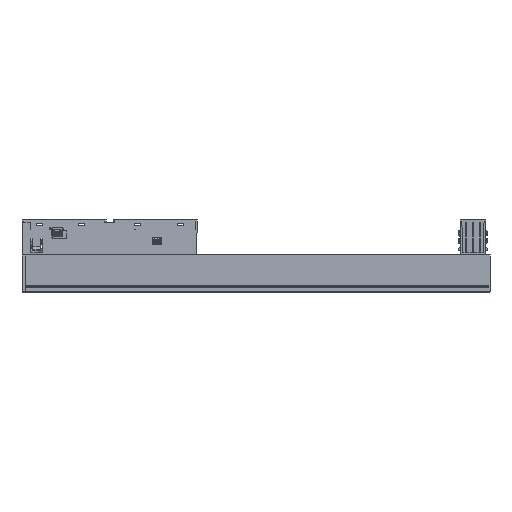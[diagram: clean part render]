
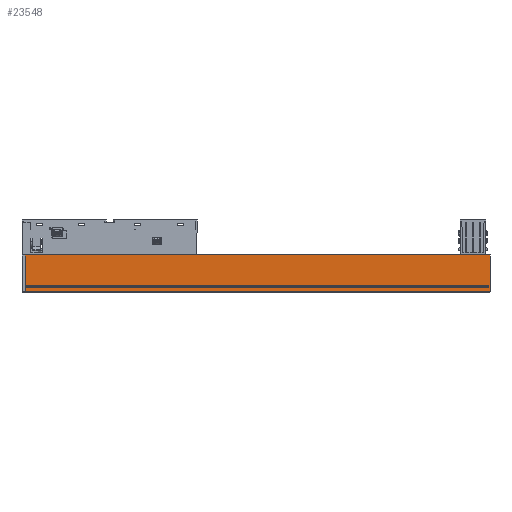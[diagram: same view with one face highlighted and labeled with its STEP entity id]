
A CAD part, left-side view. The second image highlights one B-rep face of the part: STEP entity #23548.
In plain terms, the highlighted planar face has unit normal (-1, 0, 0).
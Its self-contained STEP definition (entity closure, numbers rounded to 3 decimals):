
#8532 = CARTESIAN_POINT ( 'NONE',  ( -11., 150., -23.7 ) ) ;
#13386 = VECTOR ( 'NONE', #35289, 1000. ) ;
#16530 = EDGE_CURVE ( 'NONE', #92794, #46070, #84584, .T. ) ;
#18350 = AXIS2_PLACEMENT_3D ( 'NONE', #21492, #28721, #22123 ) ;
#21492 = CARTESIAN_POINT ( 'NONE',  ( -11., 150., 0. ) ) ;
#22123 = DIRECTION ( 'NONE',  ( 0., 0., -1. ) ) ;
#22447 = CARTESIAN_POINT ( 'NONE',  ( -11., -150., -0.1 ) ) ;
#23548 = ADVANCED_FACE ( 'NONE', ( #31692 ), #57349, .F. ) ;
#28721 = DIRECTION ( 'NONE',  ( 1., 0., 0. ) ) ;
#31317 = EDGE_CURVE ( 'NONE', #92794, #53918, #58675, .T. ) ;
#31692 = FACE_OUTER_BOUND ( 'NONE', #70930, .T. ) ;
#31748 = VECTOR ( 'NONE', #57597, 1000. ) ;
#33245 = CARTESIAN_POINT ( 'NONE',  ( -11., 150., -0.1 ) ) ;
#34045 = CARTESIAN_POINT ( 'NONE',  ( -11., -150., -23.7 ) ) ;
#34947 = CARTESIAN_POINT ( 'NONE',  ( -11., 150., 0. ) ) ;
#35289 = DIRECTION ( 'NONE',  ( 0., 0., 1. ) ) ;
#39325 = EDGE_CURVE ( 'NONE', #46070, #49172, #93215, .T. ) ;
#39551 = DIRECTION ( 'NONE',  ( 0., 1., 0. ) ) ;
#44088 = LINE ( 'NONE', #33245, #54173 ) ;
#46070 = VERTEX_POINT ( 'NONE', #34045 ) ;
#49172 = VERTEX_POINT ( 'NONE', #22447 ) ;
#53918 = VERTEX_POINT ( 'NONE', #79713 ) ;
#54173 = VECTOR ( 'NONE', #39551, 1000. ) ;
#57349 = PLANE ( 'NONE',  #18350 ) ;
#57597 = DIRECTION ( 'NONE',  ( 0., -1., 0. ) ) ;
#58675 = LINE ( 'NONE', #34947, #86833 ) ;
#59655 = EDGE_CURVE ( 'NONE', #49172, #53918, #44088, .T. ) ;
#63287 = ORIENTED_EDGE ( 'NONE', *, *, #39325, .T. ) ;
#63551 = ORIENTED_EDGE ( 'NONE', *, *, #59655, .T. ) ;
#63827 = ORIENTED_EDGE ( 'NONE', *, *, #31317, .F. ) ;
#64181 = ORIENTED_EDGE ( 'NONE', *, *, #16530, .T. ) ;
#70930 = EDGE_LOOP ( 'NONE', ( #63287, #63551, #63827, #64181 ) ) ;
#71692 = CARTESIAN_POINT ( 'NONE',  ( -11., -150., 0. ) ) ;
#79187 = DIRECTION ( 'NONE',  ( 0., 0., 1. ) ) ;
#79713 = CARTESIAN_POINT ( 'NONE',  ( -11., 150., -0.1 ) ) ;
#80444 = CARTESIAN_POINT ( 'NONE',  ( -11., 150., -23.7 ) ) ;
#84584 = LINE ( 'NONE', #8532, #31748 ) ;
#86833 = VECTOR ( 'NONE', #79187, 1000. ) ;
#92794 = VERTEX_POINT ( 'NONE', #80444 ) ;
#93215 = LINE ( 'NONE', #71692, #13386 ) ;
